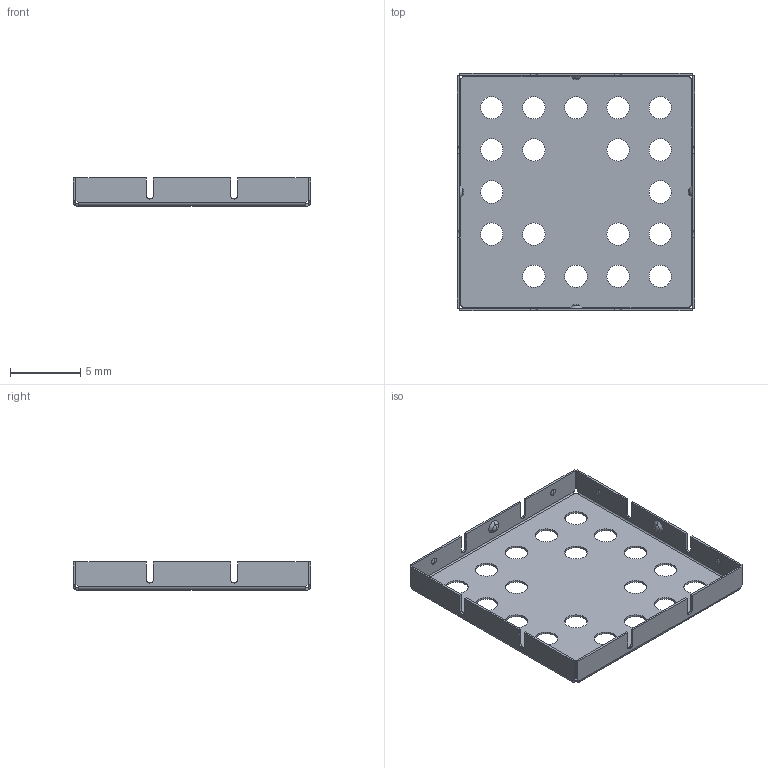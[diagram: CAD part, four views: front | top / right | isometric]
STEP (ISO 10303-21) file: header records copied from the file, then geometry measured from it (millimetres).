
FILE_DESCRIPTION((''),'2;1');
FILE_NAME('C-2118715-2','2017-02-27T',('workeradm'),('Tyco Electronics Ltd.'),'CREO PARAMETRIC BY PTC INC, 2016050','CREO PARAMETRIC BY PTC INC, 2016050','');
FILE_SCHEMA(('AUTOMOTIVE_DESIGN { 1 0 10303 214 1 1 1 1 }'));
Length unit declared in the file: millimetre
Products named in the file (1): C-2118715-2
Bounding box: 16.9 x 16.9 x 2 mm (x, y, z)
Volume: 54.2 mm3; surface area: 747.9 mm2
Topology: 1 solids, 1 shells, 164 faces, 458 edges, 284 vertices
Faces by surface type: cylinder 66, plane 62, sphere 24, cone 8, bspline 4
Entity records: 5436 total; most frequent: CARTESIAN_POINT 1178, DIRECTION 882, ORIENTED_EDGE 868, EDGE_CURVE 434, AXIS2_PLACEMENT_3D 328, VERTEX_POINT 284, VECTOR 226, LINE 226
